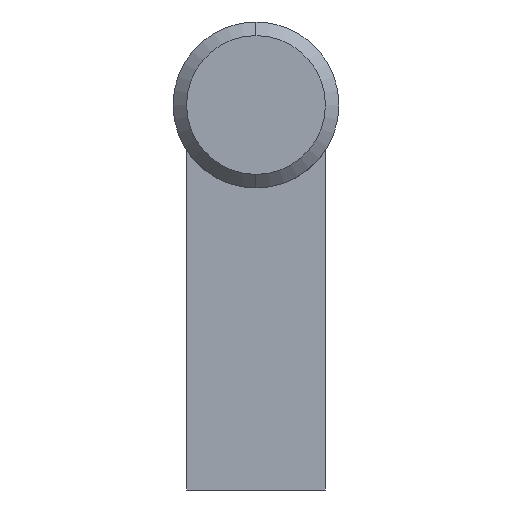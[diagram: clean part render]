
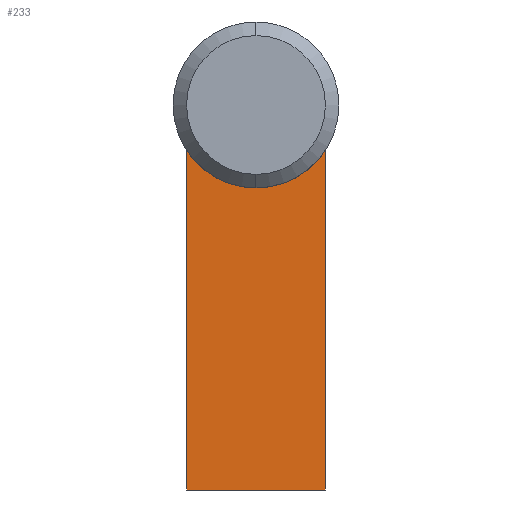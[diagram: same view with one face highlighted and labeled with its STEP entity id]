
A CAD part, left-side view. The second image highlights one B-rep face of the part: STEP entity #233.
In plain terms, the highlighted planar face has unit normal (-1, 0, 0).
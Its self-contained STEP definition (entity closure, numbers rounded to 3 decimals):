
#15 = EDGE_CURVE ( 'NONE', #752, #761, #335, .T. ) ;
#52 = DIRECTION ( 'NONE',  ( 0., 0., -1. ) ) ;
#67 = DIRECTION ( 'NONE',  ( 0., 0., -1. ) ) ;
#68 = CARTESIAN_POINT ( 'NONE',  ( -170., 5.1, -3.347 ) ) ;
#70 = CARTESIAN_POINT ( 'NONE',  ( -170., 0., 0. ) ) ;
#78 = EDGE_CURVE ( 'NONE', #166, #601, #250, .T. ) ;
#86 = ORIENTED_EDGE ( 'NONE', *, *, #78, .T. ) ;
#106 = AXIS2_PLACEMENT_3D ( 'NONE', #70, #569, #52 ) ;
#118 = VECTOR ( 'NONE', #434, 1000. ) ;
#125 = CARTESIAN_POINT ( 'NONE',  ( -170., 0., 0. ) ) ;
#128 = CARTESIAN_POINT ( 'NONE',  ( -170., 0., -6.1 ) ) ;
#134 = DIRECTION ( 'NONE',  ( 0., -1., 0. ) ) ;
#137 = ORIENTED_EDGE ( 'NONE', *, *, #516, .T. ) ;
#141 = VERTEX_POINT ( 'NONE', #128 ) ;
#166 = VERTEX_POINT ( 'NONE', #68 ) ;
#173 = PLANE ( 'NONE',  #406 ) ;
#218 = CARTESIAN_POINT ( 'NONE',  ( -170., 5.1, 6.101 ) ) ;
#233 = ADVANCED_FACE ( 'NONE', ( #278 ), #173, .F. ) ;
#250 = LINE ( 'NONE', #743, #118 ) ;
#269 = CARTESIAN_POINT ( 'NONE',  ( -170., -5.1, -28.3 ) ) ;
#278 = FACE_OUTER_BOUND ( 'NONE', #539, .T. ) ;
#287 = VECTOR ( 'NONE', #134, 1000. ) ;
#301 = CARTESIAN_POINT ( 'NONE',  ( -170., 5.1, -28.3 ) ) ;
#335 = LINE ( 'NONE', #758, #367 ) ;
#349 = CIRCLE ( 'NONE', #106, 6.1 ) ;
#367 = VECTOR ( 'NONE', #67, 1000. ) ;
#378 = CIRCLE ( 'NONE', #393, 6.1 ) ;
#393 = AXIS2_PLACEMENT_3D ( 'NONE', #125, #498, #555 ) ;
#406 = AXIS2_PLACEMENT_3D ( 'NONE', #218, #657, #411 ) ;
#411 = DIRECTION ( 'NONE',  ( 0., 0., -1. ) ) ;
#434 = DIRECTION ( 'NONE',  ( 0., 0., -1. ) ) ;
#498 = DIRECTION ( 'NONE',  ( 1., 0., 0. ) ) ;
#516 = EDGE_CURVE ( 'NONE', #752, #141, #378, .T. ) ;
#518 = ORIENTED_EDGE ( 'NONE', *, *, #750, .T. ) ;
#521 = CARTESIAN_POINT ( 'NONE',  ( -170., -5.1, -3.347 ) ) ;
#524 = CARTESIAN_POINT ( 'NONE',  ( -170., 5.1, -28.3 ) ) ;
#539 = EDGE_LOOP ( 'NONE', ( #765, #137, #545, #86, #518 ) ) ;
#545 = ORIENTED_EDGE ( 'NONE', *, *, #563, .T. ) ;
#555 = DIRECTION ( 'NONE',  ( 0., 0., -1. ) ) ;
#563 = EDGE_CURVE ( 'NONE', #141, #166, #349, .T. ) ;
#569 = DIRECTION ( 'NONE',  ( 1., 0., 0. ) ) ;
#586 = LINE ( 'NONE', #524, #287 ) ;
#601 = VERTEX_POINT ( 'NONE', #301 ) ;
#657 = DIRECTION ( 'NONE',  ( 1., 0., 0. ) ) ;
#743 = CARTESIAN_POINT ( 'NONE',  ( -170., 5.1, 6.101 ) ) ;
#750 = EDGE_CURVE ( 'NONE', #601, #761, #586, .T. ) ;
#752 = VERTEX_POINT ( 'NONE', #521 ) ;
#758 = CARTESIAN_POINT ( 'NONE',  ( -170., -5.1, 6.101 ) ) ;
#761 = VERTEX_POINT ( 'NONE', #269 ) ;
#765 = ORIENTED_EDGE ( 'NONE', *, *, #15, .F. ) ;
